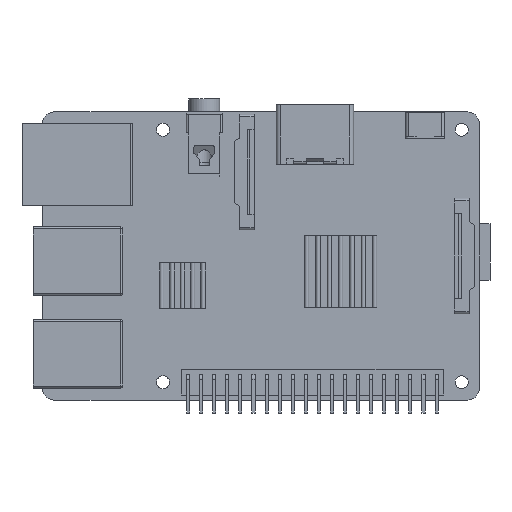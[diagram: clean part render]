
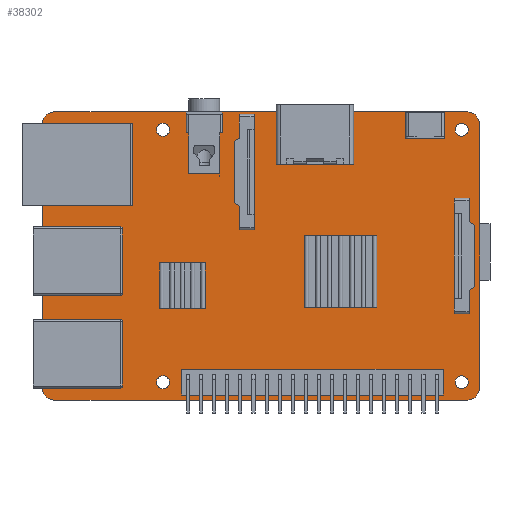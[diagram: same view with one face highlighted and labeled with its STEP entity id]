
A CAD part, front view. The second image highlights one B-rep face of the part: STEP entity #38302.
In plain terms, the highlighted planar face has unit normal (0, -1, 0).
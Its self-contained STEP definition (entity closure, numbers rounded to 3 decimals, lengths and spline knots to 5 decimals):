
#252=B_SPLINE_CURVE_WITH_KNOTS('',3,(#54403,#54404,#54405,#54406),
 .UNSPECIFIED.,.F.,.F.,(4,4),(0.,1.),.UNSPECIFIED.);
#297=CIRCLE('',#40803,0.00125);
#298=CIRCLE('',#40804,0.00125);
#299=CIRCLE('',#40805,0.00125);
#300=CIRCLE('',#40806,0.00125);
#301=CIRCLE('',#40807,0.00125);
#302=CIRCLE('',#40808,0.00125);
#303=CIRCLE('',#40809,0.00125);
#304=CIRCLE('',#40810,0.00125);
#305=CIRCLE('',#40811,0.0025);
#306=CIRCLE('',#40812,0.0025);
#307=CIRCLE('',#40813,0.0025);
#308=CIRCLE('',#40814,0.0025);
#1406=ORIENTED_EDGE('',*,*,#12312,.F.);
#1407=ORIENTED_EDGE('',*,*,#12313,.F.);
#1408=ORIENTED_EDGE('',*,*,#12314,.F.);
#1409=ORIENTED_EDGE('',*,*,#12315,.F.);
#1410=ORIENTED_EDGE('',*,*,#12316,.F.);
#1411=ORIENTED_EDGE('',*,*,#12317,.F.);
#1412=ORIENTED_EDGE('',*,*,#12318,.F.);
#1413=ORIENTED_EDGE('',*,*,#12319,.F.);
#1414=ORIENTED_EDGE('',*,*,#12320,.T.);
#1415=ORIENTED_EDGE('',*,*,#12321,.T.);
#1416=ORIENTED_EDGE('',*,*,#12322,.T.);
#1417=ORIENTED_EDGE('',*,*,#12323,.T.);
#1418=ORIENTED_EDGE('',*,*,#12324,.T.);
#1419=ORIENTED_EDGE('',*,*,#12325,.T.);
#1420=ORIENTED_EDGE('',*,*,#12326,.T.);
#1421=ORIENTED_EDGE('',*,*,#12327,.T.);
#12312=EDGE_CURVE('',#17789,#17790,#297,.T.);
#12313=EDGE_CURVE('',#17790,#17789,#298,.T.);
#12314=EDGE_CURVE('',#17791,#17792,#299,.T.);
#12315=EDGE_CURVE('',#17792,#17791,#300,.T.);
#12316=EDGE_CURVE('',#17793,#17794,#301,.T.);
#12317=EDGE_CURVE('',#17794,#17793,#302,.T.);
#12318=EDGE_CURVE('',#17795,#17796,#303,.T.);
#12319=EDGE_CURVE('',#17796,#17795,#304,.T.);
#12320=EDGE_CURVE('',#17797,#17798,#21468,.T.);
#12321=EDGE_CURVE('',#17798,#17799,#305,.T.);
#12322=EDGE_CURVE('',#17799,#17800,#21469,.T.);
#12323=EDGE_CURVE('',#17800,#17801,#306,.T.);
#12324=EDGE_CURVE('',#17801,#17802,#252,.T.);
#12325=EDGE_CURVE('',#17802,#17803,#307,.T.);
#12326=EDGE_CURVE('',#17803,#17804,#21470,.T.);
#12327=EDGE_CURVE('',#17804,#17797,#308,.T.);
#17789=VERTEX_POINT('',#54379);
#17790=VERTEX_POINT('',#54380);
#17791=VERTEX_POINT('',#54383);
#17792=VERTEX_POINT('',#54384);
#17793=VERTEX_POINT('',#54387);
#17794=VERTEX_POINT('',#54388);
#17795=VERTEX_POINT('',#54391);
#17796=VERTEX_POINT('',#54392);
#17797=VERTEX_POINT('',#54395);
#17798=VERTEX_POINT('',#54396);
#17799=VERTEX_POINT('',#54398);
#17800=VERTEX_POINT('',#54400);
#17801=VERTEX_POINT('',#54402);
#17802=VERTEX_POINT('',#54407);
#17803=VERTEX_POINT('',#54409);
#17804=VERTEX_POINT('',#54411);
#21468=LINE('',#54394,#26631);
#21469=LINE('',#54399,#26632);
#21470=LINE('',#54410,#26633);
#26631=VECTOR('',#43917,1.);
#26632=VECTOR('',#43920,1.);
#26633=VECTOR('',#43925,1.);
#31650=EDGE_LOOP('',(#1406,#1407));
#31651=EDGE_LOOP('',(#1408,#1409));
#31652=EDGE_LOOP('',(#1410,#1411));
#31653=EDGE_LOOP('',(#1412,#1413));
#31654=EDGE_LOOP('',(#1414,#1415,#1416,#1417,#1418,#1419,#1420,#1421));
#33984=FACE_BOUND('',#31650,.T.);
#33985=FACE_BOUND('',#31651,.T.);
#33986=FACE_BOUND('',#31652,.T.);
#33987=FACE_BOUND('',#31653,.T.);
#33988=FACE_BOUND('',#31654,.T.);
#36318=PLANE('',#40802);
#38302=ADVANCED_FACE('',(#33984,#33985,#33986,#33987,#33988),#36318,.T.);
#40802=AXIS2_PLACEMENT_3D('',#54377,#43899,#43900);
#40803=AXIS2_PLACEMENT_3D('',#54378,#43901,#43902);
#40804=AXIS2_PLACEMENT_3D('',#54381,#43903,#43904);
#40805=AXIS2_PLACEMENT_3D('',#54382,#43905,#43906);
#40806=AXIS2_PLACEMENT_3D('',#54385,#43907,#43908);
#40807=AXIS2_PLACEMENT_3D('',#54386,#43909,#43910);
#40808=AXIS2_PLACEMENT_3D('',#54389,#43911,#43912);
#40809=AXIS2_PLACEMENT_3D('',#54390,#43913,#43914);
#40810=AXIS2_PLACEMENT_3D('',#54393,#43915,#43916);
#40811=AXIS2_PLACEMENT_3D('',#54397,#43918,#43919);
#40812=AXIS2_PLACEMENT_3D('',#54401,#43921,#43922);
#40813=AXIS2_PLACEMENT_3D('',#54408,#43923,#43924);
#40814=AXIS2_PLACEMENT_3D('',#54412,#43926,#43927);
#43899=DIRECTION('',(0.,-1.,0.));
#43900=DIRECTION('',(-1.,0.,0.));
#43901=DIRECTION('',(0.,-1.,0.));
#43902=DIRECTION('',(0.,0.,1.));
#43903=DIRECTION('',(0.,-1.,0.));
#43904=DIRECTION('',(0.,0.,-1.));
#43905=DIRECTION('',(0.,-1.,0.));
#43906=DIRECTION('',(0.,0.,-1.));
#43907=DIRECTION('',(0.,-1.,0.));
#43908=DIRECTION('',(0.,0.,1.));
#43909=DIRECTION('',(0.,-1.,0.));
#43910=DIRECTION('',(0.,0.,-1.));
#43911=DIRECTION('',(0.,-1.,0.));
#43912=DIRECTION('',(0.,0.,1.));
#43913=DIRECTION('',(0.,-1.,0.));
#43914=DIRECTION('',(0.,0.,-1.));
#43915=DIRECTION('',(0.,-1.,0.));
#43916=DIRECTION('',(0.,0.,1.));
#43917=DIRECTION('',(0.,0.,1.));
#43918=DIRECTION('',(0.,-1.,0.));
#43919=DIRECTION('',(1.,0.,0.));
#43920=DIRECTION('',(-1.,0.,0.));
#43921=DIRECTION('',(0.,-1.,0.));
#43922=DIRECTION('',(0.,0.,1.));
#43923=DIRECTION('',(0.,-1.,0.));
#43924=DIRECTION('',(-1.,0.,0.));
#43925=DIRECTION('',(1.,0.,0.));
#43926=DIRECTION('',(0.,-1.,0.));
#43927=DIRECTION('',(0.,0.,-1.));
#54377=CARTESIAN_POINT('',(0.00837,0.01578,0.056));
#54378=CARTESIAN_POINT('',(-0.05313,0.01578,0.0035));
#54379=CARTESIAN_POINT('',(-0.05313,0.01578,0.00475));
#54380=CARTESIAN_POINT('',(-0.05313,0.01578,0.00225));
#54381=CARTESIAN_POINT('',(-0.05313,0.01578,0.0035));
#54382=CARTESIAN_POINT('',(-0.05313,0.01578,0.0525));
#54383=CARTESIAN_POINT('',(-0.05313,0.01578,0.05125));
#54384=CARTESIAN_POINT('',(-0.05313,0.01578,0.05375));
#54385=CARTESIAN_POINT('',(-0.05313,0.01578,0.0525));
#54386=CARTESIAN_POINT('',(0.00487,0.01578,0.0525));
#54387=CARTESIAN_POINT('',(0.00487,0.01578,0.05125));
#54388=CARTESIAN_POINT('',(0.00487,0.01578,0.05375));
#54389=CARTESIAN_POINT('',(0.00487,0.01578,0.0525));
#54390=CARTESIAN_POINT('',(0.00487,0.01578,0.0035));
#54391=CARTESIAN_POINT('',(0.00487,0.01578,0.00225));
#54392=CARTESIAN_POINT('',(0.00487,0.01578,0.00475));
#54393=CARTESIAN_POINT('',(0.00487,0.01578,0.0035));
#54394=CARTESIAN_POINT('',(0.00837,0.01578,0.028));
#54395=CARTESIAN_POINT('',(0.00837,0.01578,0.0025));
#54396=CARTESIAN_POINT('',(0.00837,0.01578,0.0535));
#54397=CARTESIAN_POINT('',(0.00587,0.01578,0.0535));
#54398=CARTESIAN_POINT('',(0.00587,0.01578,0.056));
#54399=CARTESIAN_POINT('',(-0.03413,0.01578,0.056));
#54400=CARTESIAN_POINT('',(-0.07413,0.01578,0.056));
#54401=CARTESIAN_POINT('',(-0.07413,0.01578,0.0535));
#54402=CARTESIAN_POINT('',(-0.07663,0.01578,0.0535));
#54403=CARTESIAN_POINT('',(-0.07663,0.01578,0.0535));
#54404=CARTESIAN_POINT('',(-0.07663,0.01578,0.0365));
#54405=CARTESIAN_POINT('',(-0.07663,0.01578,0.0195));
#54406=CARTESIAN_POINT('',(-0.07663,0.01578,0.0025));
#54407=CARTESIAN_POINT('',(-0.07663,0.01578,0.0025));
#54408=CARTESIAN_POINT('',(-0.07413,0.01578,0.0025));
#54409=CARTESIAN_POINT('',(-0.07413,0.01578,0.));
#54410=CARTESIAN_POINT('',(-0.03413,0.01578,0.));
#54411=CARTESIAN_POINT('',(0.00587,0.01578,0.));
#54412=CARTESIAN_POINT('',(0.00587,0.01578,0.0025));
